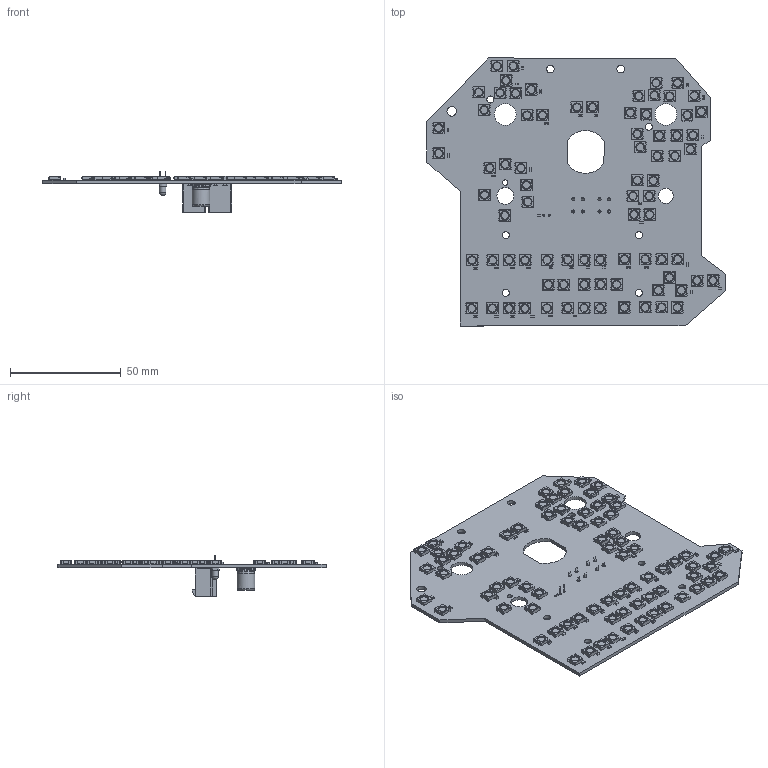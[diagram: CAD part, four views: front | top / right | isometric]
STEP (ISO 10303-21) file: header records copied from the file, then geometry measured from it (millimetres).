
FILE_DESCRIPTION(('KiCad electronic assembly'),'2;1');
FILE_NAME('KY-58 PANEL.step','2023-04-01T14:07:30',('Pcbnew'),('Kicad'), 'Open CASCADE STEP processor 7.6','KiCad to STEP converter','Unknown' );
FILE_SCHEMA(('AUTOMOTIVE_DESIGN { 1 0 10303 214 1 1 1 1 }'));
Length unit declared in the file: millimetre
Products named in the file (14): KY-58 PANEL 1; LED_WS2812B_PLCC4_5.0x5.0mm_P3.2mm; SOLID; R_0603_1608Metric; C_0603_1608Metric; LED_D3.0mm; Molex_Mini-Fit_Jr_5566-04A_2x02_P4.20mm_Vertical; CP_Elec_8x10; KY-58 PANEL PCB
Assembly tree (125 placements, depth 3):
  KY-58 PANEL 1
    LED_WS2812B_PLCC4_5.0x5.0mm_P3.2mm  x79
      SOLID
    R_0603_1608Metric
      SOLID
    C_0603_1608Metric  x34
      SOLID
    LED_D3.0mm
      SOLID
    Molex_Mini-Fit_Jr_5566-04A_2x02_P4.20mm_Vertical  x2
      SOLID
    CP_Elec_8x10
      SOLID
    KY-58 PANEL PCB
Bounding box: 134.72 x 120.82 x 18.3 mm (x, y, z)
Volume: 25706.9 mm3; surface area: 38140.7 mm2
Topology: 119 solids, 119 shells, 6708 faces, 19344 edges, 12731 vertices
Faces by surface type: plane 4427, cylinder 2194, cone 79, torus 4, bspline 2, sphere 1, revolution 1
Full cylindrical faces by diameter (mm): 0.9 x2, 1.4 x8, 2.38 x1, 3 x1, 3.175 x2, 3.2 x4, 3.333 x79, 3.454 x2, 4.305 x1, 6.858 x1, 7.54 x1, 8 x2, 9.804 x2
Entity records: 26482 total; most frequent: CARTESIAN_POINT 4860, DIRECTION 3889, LINE 2495, VECTOR 2495, ORIENTED_EDGE 1896, PCURVE 1896, DEFINITIONAL_REPRESENTATION 1896, EDGE_CURVE 948
